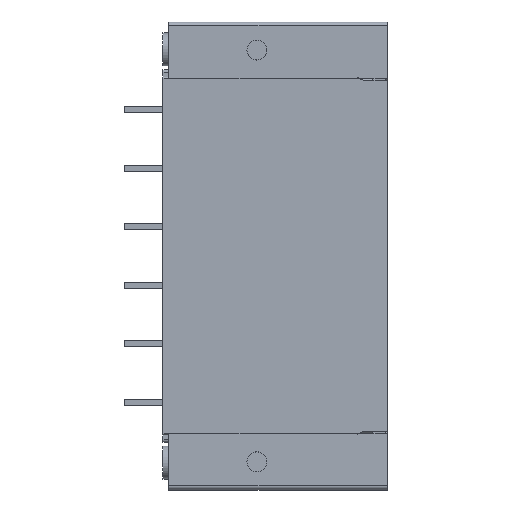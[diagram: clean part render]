
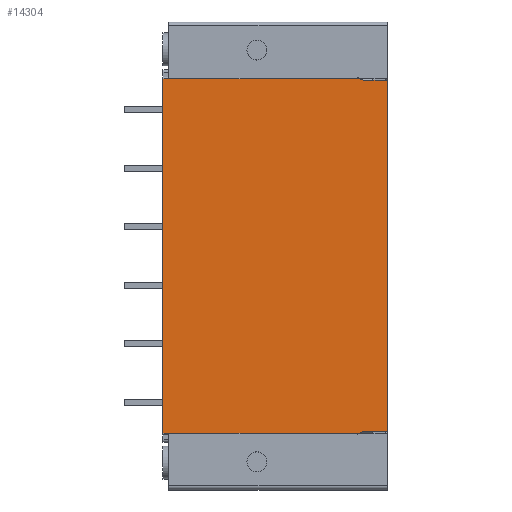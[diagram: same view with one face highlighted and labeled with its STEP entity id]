
A CAD part, top view. The second image highlights one B-rep face of the part: STEP entity #14304.
In plain terms, the highlighted planar face has unit normal (0, 0, 1).
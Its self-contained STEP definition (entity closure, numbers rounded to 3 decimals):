
#1142=DIRECTION('',(0.,1.,0.));
#1143=VECTOR('',#1142,45.72);
#1144=CARTESIAN_POINT('',(14.625,1.4,7.145));
#1145=LINE('',#1144,#1143);
#3925=CARTESIAN_POINT('',(-14.625,47.368,7.143));
#3933=CARTESIAN_POINT('',(-14.625,1.152,7.143));
#4403=DIRECTION('',(-1.,0.,0.));
#4404=VECTOR('',#4403,24.861);
#4405=CARTESIAN_POINT('',(10.986,1.15,7.142));
#4406=LINE('',#4405,#4404);
#4407=DIRECTION('',(1.,-0.002,-0.002));
#4408=VECTOR('',#4407,0.75);
#4409=CARTESIAN_POINT('',(-14.625,1.152,7.143));
#4410=LINE('',#4409,#4408);
#4411=DIRECTION('',(0.,1.,0.));
#4412=VECTOR('',#4411,46.216);
#4413=CARTESIAN_POINT('',(-14.625,1.152,7.143));
#4414=LINE('',#4413,#4412);
#4415=DIRECTION('',(-1.,-0.002,0.002));
#4416=VECTOR('',#4415,0.75);
#4417=CARTESIAN_POINT('',(-13.875,47.37,7.141));
#4418=LINE('',#4417,#4416);
#4419=DIRECTION('',(-1.,0.,0.));
#4420=VECTOR('',#4419,24.861);
#4421=CARTESIAN_POINT('',(10.986,47.37,7.142));
#4422=LINE('',#4421,#4420);
#4423=DIRECTION('',(-0.907,0.421,-0.006));
#4424=VECTOR('',#4423,0.594);
#4425=CARTESIAN_POINT('',(11.525,47.12,7.145));
#4426=LINE('',#4425,#4424);
#4427=DIRECTION('',(-1.,0.,0.));
#4428=VECTOR('',#4427,3.1);
#4429=CARTESIAN_POINT('',(14.625,47.12,7.145));
#4430=LINE('',#4429,#4428);
#4431=DIRECTION('',(-1.,0.,0.));
#4432=VECTOR('',#4431,3.1);
#4433=CARTESIAN_POINT('',(14.625,1.4,7.145));
#4434=LINE('',#4433,#4432);
#4435=DIRECTION('',(-0.907,-0.421,-0.006));
#4436=VECTOR('',#4435,0.594);
#4437=CARTESIAN_POINT('',(11.525,1.4,7.145));
#4438=LINE('',#4437,#4436);
#7321=CARTESIAN_POINT('',(14.625,1.4,7.145));
#7322=CARTESIAN_POINT('',(11.525,1.4,7.145));
#7323=VERTEX_POINT('',#7321);
#7324=VERTEX_POINT('',#7322);
#7357=VERTEX_POINT('',#3933);
#7530=VERTEX_POINT('',#3925);
#7700=CARTESIAN_POINT('',(14.625,47.12,7.145));
#7701=CARTESIAN_POINT('',(11.525,47.12,7.145));
#7702=VERTEX_POINT('',#7700);
#7703=VERTEX_POINT('',#7701);
#8554=CARTESIAN_POINT('',(10.986,47.37,7.142));
#8555=CARTESIAN_POINT('',(-13.875,47.37,7.141));
#8556=VERTEX_POINT('',#8554);
#8557=VERTEX_POINT('',#8555);
#8724=CARTESIAN_POINT('',(-13.875,1.15,7.141));
#8725=VERTEX_POINT('',#8724);
#8730=CARTESIAN_POINT('',(10.986,1.15,7.142));
#8731=VERTEX_POINT('',#8730);
#14283=CARTESIAN_POINT('',(-14.625,0.,7.145));
#14284=DIRECTION('',(0.,0.,1.));
#14285=DIRECTION('',(1.,0.,0.));
#14286=AXIS2_PLACEMENT_3D('',#14283,#14284,#14285);
#14287=PLANE('',#14286);
#14288=ORIENTED_EDGE('',*,*,#13724,.T.);
#14290=ORIENTED_EDGE('',*,*,#14289,.F.);
#14291=ORIENTED_EDGE('',*,*,#13918,.T.);
#14292=ORIENTED_EDGE('',*,*,#14276,.F.);
#14294=ORIENTED_EDGE('',*,*,#14293,.F.);
#14296=ORIENTED_EDGE('',*,*,#14295,.F.);
#14298=ORIENTED_EDGE('',*,*,#14297,.F.);
#14299=ORIENTED_EDGE('',*,*,#9325,.F.);
#14300=ORIENTED_EDGE('',*,*,#13666,.T.);
#14301=ORIENTED_EDGE('',*,*,#13698,.T.);
#14302=EDGE_LOOP('',(#14288,#14290,#14291,#14292,#14294,#14296,#14298,#14299,
#14300,#14301));
#14303=FACE_OUTER_BOUND('',#14302,.F.);
#14304=ADVANCED_FACE('',(#14303),#14287,.T.);
#9325=EDGE_CURVE('',#7323,#7702,#1145,.T.);
#13666=EDGE_CURVE('',#7323,#7324,#4434,.T.);
#13698=EDGE_CURVE('',#7324,#8731,#4438,.T.);
#13724=EDGE_CURVE('',#8731,#8725,#4406,.T.);
#13918=EDGE_CURVE('',#7357,#7530,#4414,.T.);
#14276=EDGE_CURVE('',#8557,#7530,#4418,.T.);
#14289=EDGE_CURVE('',#7357,#8725,#4410,.T.);
#14293=EDGE_CURVE('',#8556,#8557,#4422,.T.);
#14295=EDGE_CURVE('',#7703,#8556,#4426,.T.);
#14297=EDGE_CURVE('',#7702,#7703,#4430,.T.);
